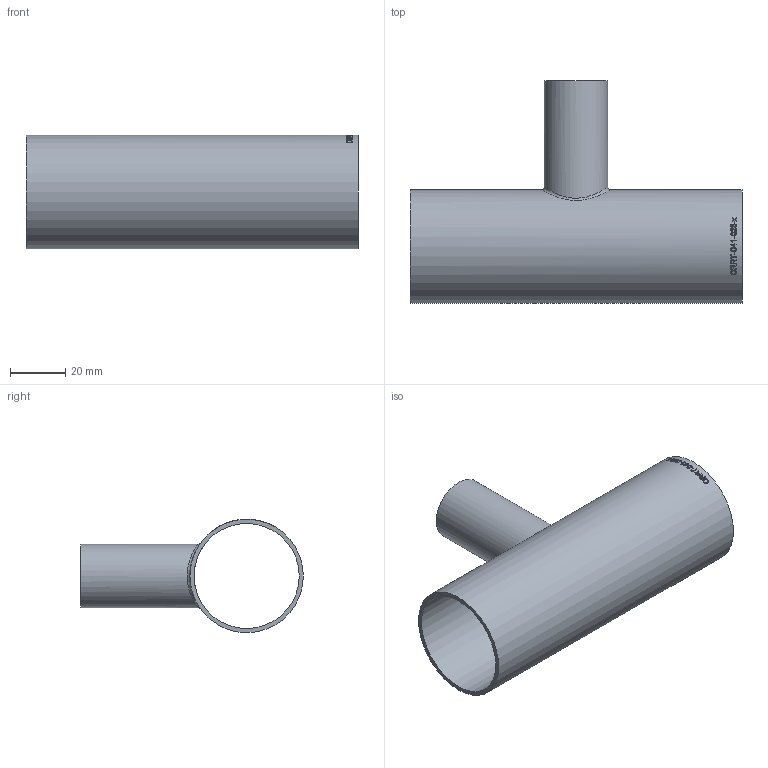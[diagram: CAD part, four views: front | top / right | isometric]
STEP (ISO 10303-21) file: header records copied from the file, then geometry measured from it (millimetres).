
FILE_DESCRIPTION (( 'STEP AP214' ), '1' );
FILE_NAME ('ORRT-041-023-x T-Stück reduziert 2004.STEP', '2020-04-07T09:48:55', ( '' ), ( '' ), 'SwSTEP 2.0', 'SolidWorks 2019', '' );
FILE_SCHEMA (( 'AUTOMOTIVE_DESIGN' ));
Length unit declared in the file: millimetre
Products named in the file (1): ORRT-041-023-x T-Stück reduziert 2004
Bounding box: 120 x 80.5 x 41 mm (x, y, z)
Volume: 26005.2 mm3; surface area: 35109.7 mm2
Topology: 1 solids, 1 shells, 181 faces, 475 edges, 316 vertices
Faces by surface type: bspline 92, plane 65, cylinder 24
Full cylindrical faces by diameter (mm): 20 x1, 23 x1, 38 x1, 41 x1
Entity records: 17194 total; most frequent: CARTESIAN_POINT 11666, ORIENTED_EDGE 932, EDGE_CURVE 466, DIRECTION 435, VERTEX_POINT 314, B_SPLINE_CURVE_WITH_KNOTS 289, EDGE_LOOP 212, FACE_OUTER_BOUND 187
